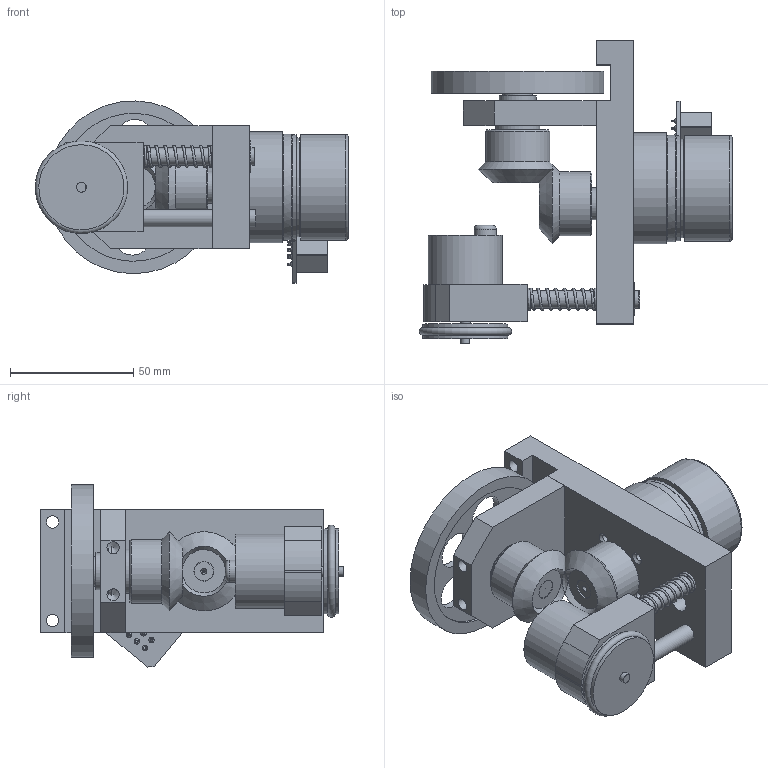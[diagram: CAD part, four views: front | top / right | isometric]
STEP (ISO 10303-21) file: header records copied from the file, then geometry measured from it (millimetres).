
FILE_DESCRIPTION(/* description */ (''),/* implementation_level */ '2;1');
FILE_NAME(/* name */ 'Bloc_moteur.stp',/* time_stamp */ '2019-12-27T16:22:54+01:00',/* author */ ('hugo'),/* organization */ (''),/* preprocessor_version */ 'ST-DEVELOPER v16.13',/* originating_system */ 'Autodesk Inventor 2018',/* authorisation */ '');
FILE_SCHEMA (('AUTOMOTIVE_DESIGN { 1 0 10303 214 3 1 1 }'));
Length unit declared in the file: millimetre
Products named in the file (27): Bloc_moteur; Base_moteur; Base_roue; ANSI B18.3.1M - M8x1,25 x 20; Bearing; Bearing F 608-Z GB/T 7218; 301175_GS45A-3st; 397172_EC45fl_70W_A; Engrenage_spiro_conique; rondelle; DIN 471 - 8 x 0,8; tige_roue; Epaulement_teflon; Roue; Codeur_rotatif; Porte_encodeur; ANSI B18.3.1M - M3x0,5 x 8; Shaft; Shaft_1; Roue_encodeuse; Shaft_2; Shaft_3; ANSI B27.7 - 7; BS 4518 - 0315-30; Compress Spring; Compress Spring1; Rondelle laiton
Assembly tree (29 placements, depth 3):
  Bloc_moteur
    Base_moteur
    Base_roue
    ANSI B18.3.1M - M8x1,25 x 20  x2
    Bearing
      Bearing F 608-Z GB/T 7218
    301175_GS45A-3st
    397172_EC45fl_70W_A
    Engrenage_spiro_conique  x2
    rondelle
    DIN 471 - 8 x 0,8
    tige_roue
    Epaulement_teflon
    Roue
    Codeur_rotatif
    Porte_encodeur
    ANSI B18.3.1M - M3x0,5 x 8  x2
    Shaft
      Shaft_1
    Roue_encodeuse
    Shaft_2
      Shaft_3
    ANSI B27.7 - 7
    BS 4518 - 0315-30
    Compress Spring
      Compress Spring1
    Rondelle laiton
Bounding box: 127.11 x 123 x 73.8 mm (x, y, z)
Volume: 245596.4 mm3; surface area: 94255.9 mm2
Topology: 33 solids, 35 shells, 687 faces, 1507 edges, 975 vertices
Faces by surface type: plane 351, cylinder 193, cone 77, torus 43, bspline 17, sphere 6
Full cylindrical faces by diameter (mm): 1 x2, 2.459 x4, 2.5 x7, 3 x10, 3.3 x4, 3.4 x4, 4 x4, 4.5 x1, 4.855 x2, 4.917 x4, 5 x3, 5.282 x2, 5.5 x2, 5.55 x1, 5.678 x2, 5.933 x1, 6 x10, 6.917 x2, 7 x5, 7.718 x2, 8 x12, 8.115 x2, 8.145 x2, 8.3 x1, 8.5 x1, 9 x1, 10 x1, 10.915 x2, 11.586 x2, 11.936 x1
Entity records: 19544 total; most frequent: CARTESIAN_POINT 5047, DIRECTION 2983, ORIENTED_EDGE 2262, AXIS2_PLACEMENT_3D 1214, EDGE_CURVE 1119, EDGE_LOOP 1071, VERTEX_POINT 864, ADVANCED_FACE 649
